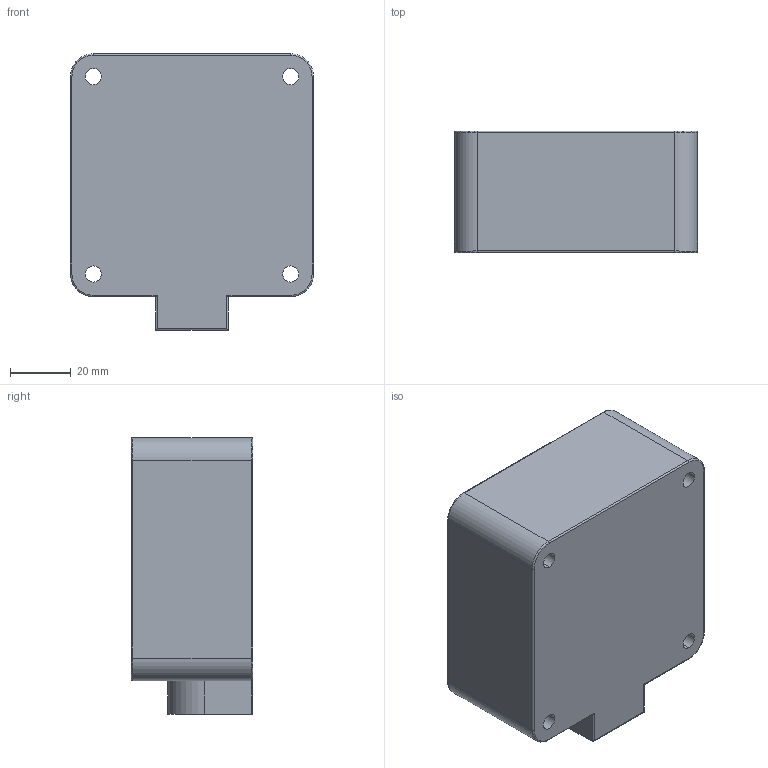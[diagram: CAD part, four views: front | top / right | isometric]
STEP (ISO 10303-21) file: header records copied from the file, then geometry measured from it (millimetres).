
FILE_DESCRIPTION((''),'2;1');
FILE_NAME('DM_CAD-3163','2017-07-31T',('creinig-se'),(''),'PRO/ENGINEER BY PARAMETRIC TECHNOLOGY CORPORATION, 2015440','PRO/ENGINEER BY PARAMETRIC TECHNOLOGY CORPORATION, 2015440','');
FILE_SCHEMA(('CONFIG_CONTROL_DESIGN'));
Length unit declared in the file: millimetre
Products named in the file (1): DM_CAD-3163
Bounding box: 80 x 40 x 91 mm (x, y, z)
Volume: 248666.1 mm3; surface area: 30226 mm2
Topology: 1 solids, 1 shells, 60 faces, 150 edges, 112 vertices
Faces by surface type: cylinder 37, plane 15, torus 8
Entity records: 2385 total; most frequent: DIRECTION 342, CARTESIAN_POINT 322, ORIENTED_EDGE 272, PRESENTATION_STYLE_ASSIGNMENT 152, STYLED_ITEM 152, CURVE_STYLE 151, EDGE_CURVE 136, AXIS2_PLACEMENT_3D 135
